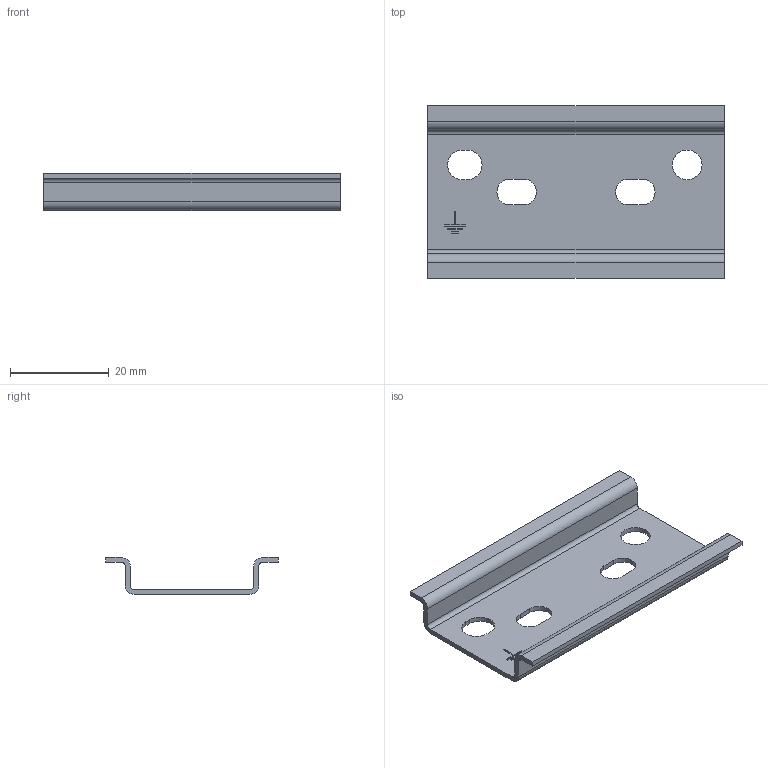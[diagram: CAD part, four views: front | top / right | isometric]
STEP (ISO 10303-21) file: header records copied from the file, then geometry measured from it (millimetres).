
FILE_DESCRIPTION(/* description */ (''),/* implementation_level */ '2;1');
FILE_NAME(/* name */ '6ES7193-6MG00-2AA0_3d.stp',/* time_stamp */ '2025-06-04T19:49:33+08:00',/* author */ (''),/* organization */ (''),/* preprocessor_version */ 'ST-DEVELOPER v20',/* originating_system */ 'SIEMENS PLM Software NX2406.8300',/* authorisation */ '');
FILE_SCHEMA (('AUTOMOTIVE_DESIGN { 1 0 10303 214 3 1 1 1 }'));
Length unit declared in the file: millimetre
Products named in the file (3): A5E54602622A_RS-AA_001_1-Labeling; A5E54602621A_RS-AA_001_1-Rack; A5E54602611A_RS-AA_001_1-CAx_6ES71936MG002AA0
Assembly tree (2 placements, depth 2):
  A5E54602611A_RS-AA_001_1-CAx_6ES71936MG002AA0
    A5E54602621A_RS-AA_001_1-Rack
    A5E54602622A_RS-AA_001_1-Labeling
Bounding box: 60 x 35 x 7.5 mm (x, y, z)
Volume: 2612.2 mm3; surface area: 5527.2 mm2
Topology: 4 solids, 4 shells, 57 faces, 148 edges, 99 vertices
Faces by surface type: plane 42, cylinder 15
Full cylindrical faces by diameter (mm): 6 x1
Entity records: 2226 total; most frequent: CARTESIAN_POINT 304, DIRECTION 296, ORIENTED_EDGE 292, EDGE_CURVE 146, LINE 116, VECTOR 116, VERTEX_POINT 98, AXIS2_PLACEMENT_3D 90
